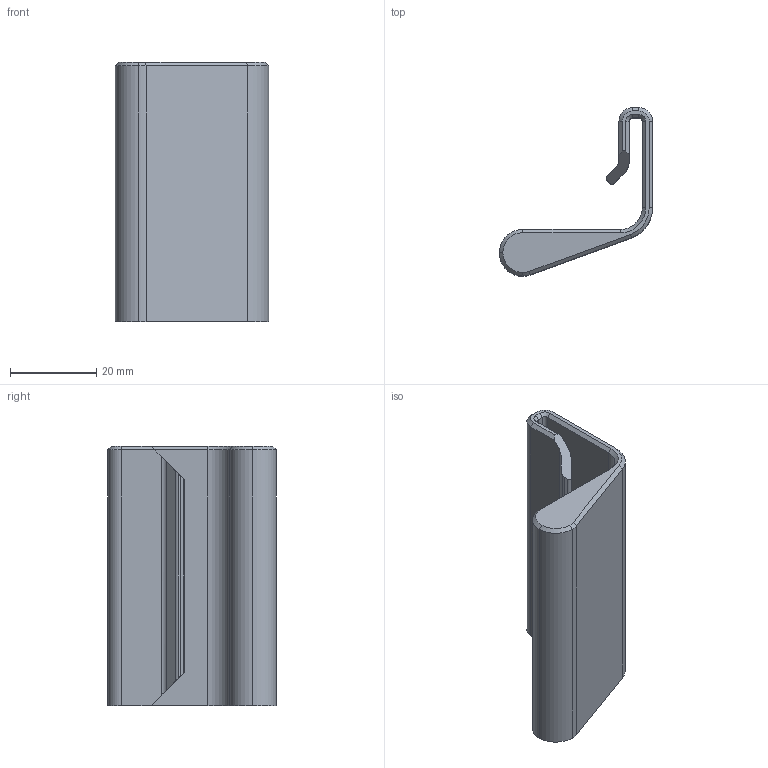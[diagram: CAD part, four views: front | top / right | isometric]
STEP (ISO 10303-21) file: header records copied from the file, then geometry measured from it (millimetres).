
FILE_DESCRIPTION (( 'STEP AP214' ), '1' );
FILE_NAME ('trunk_lightbar_clip_60mm.STEP', '2023-02-15T04:39:00', ( '' ), ( '' ), 'SwSTEP 2.0', 'SolidWorks 2022', '' );
FILE_SCHEMA (( 'AUTOMOTIVE_DESIGN' ));
Length unit declared in the file: millimetre
Products named in the file (1): trunk_lightbar_clip_60mm
Bounding box: 35.47 x 39.01 x 60 mm (x, y, z)
Volume: 19672.8 mm3; surface area: 10718 mm2
Topology: 1 solids, 1 shells, 46 faces, 116 edges, 72 vertices
Faces by surface type: plane 23, cylinder 14, cone 9
Entity records: 1393 total; most frequent: CARTESIAN_POINT 265, ORIENTED_EDGE 232, DIRECTION 227, EDGE_CURVE 116, VECTOR 79, LINE 79, AXIS2_PLACEMENT_3D 74, VERTEX_POINT 72
